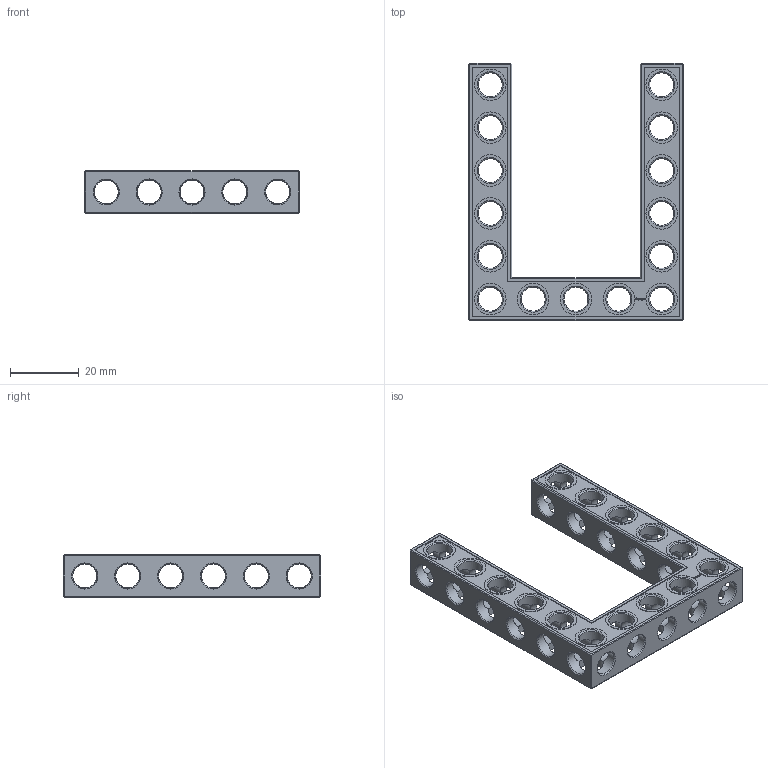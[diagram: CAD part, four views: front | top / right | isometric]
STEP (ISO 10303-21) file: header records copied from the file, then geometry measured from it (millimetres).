
FILE_DESCRIPTION(('FreeCAD Model'),'2;1');
FILE_NAME('Open CASCADE Shape Model','2022-02-23T17:25:09',( 'Paulo Kiefe'),('STEMFIE.org'),'Open CASCADE STEP processor 7.5', 'FreeCAD','Unknown');
FILE_SCHEMA(('AUTOMOTIVE_DESIGN { 1 0 10303 214 1 1 1 1 }'));
Products named in the file (1): Beam AGD ESS USH SYM BU05x06x01 - SPN-BEM-0343 (stemfie.org)
Bounding box: 62.5 x 75 x 12.5 mm (x, y, z)
Volume: 14657.2 mm3; surface area: 13215.4 mm2
Topology: 1 solids, 1 shells, 724 faces, 2100 edges, 1366 vertices
Faces by surface type: plane 401, extrusion 170, cylinder 91, cone 62
Full cylindrical faces by diameter (mm): 6.98 x14, 7 x62, 9.2 x15
Entity records: 104260 total; most frequent: CARTESIAN_POINT 64683, DIRECTION 6344, VECTOR 4573, LINE 4403, ORIENTED_EDGE 4200, PCURVE 4200, DEFINITIONAL_REPRESENTATION 4200, EDGE_CURVE 2100
